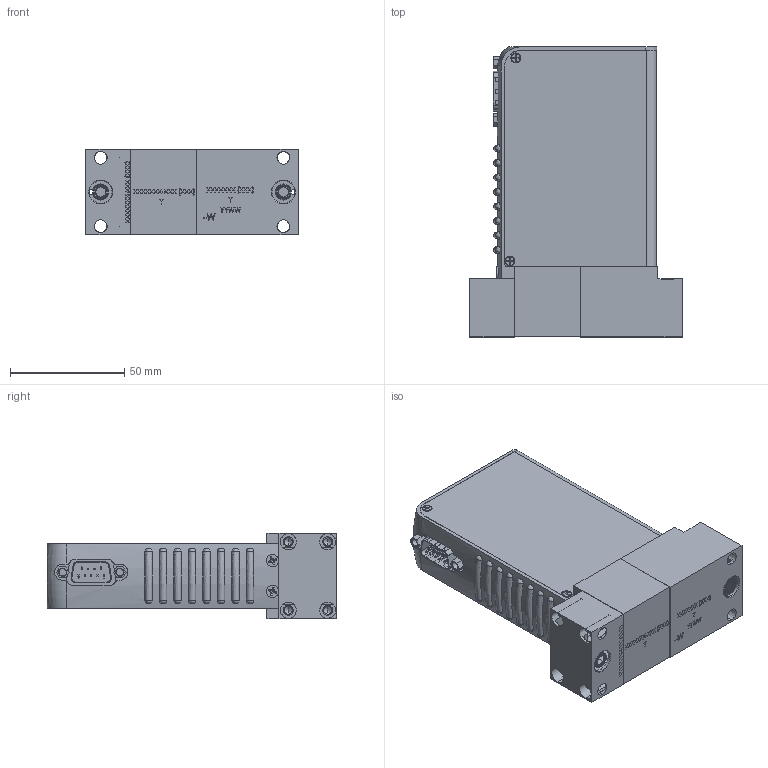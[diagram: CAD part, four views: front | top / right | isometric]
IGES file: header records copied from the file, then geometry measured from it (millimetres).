
Start section: SolidWorks IGES file using analytic representation for surfaces
Global section: file name: GF100-GF120-GF125-EX-SX.IGS; native system: SolidWorks 2020; preprocessor: SolidWorks 2020; author: CFehr; date: 210907.152725; units: inch
Bounding box: 92.96 x 127 x 37.59 mm (x, y, z)
Volume: 70910.5 mm3; surface area: 80325.5 mm2
Topology: 24 solids, 24 shells, 1945 faces, 5119 edges, 3309 vertices
Faces by surface type: plane 1310, revolution 567, bspline 68
